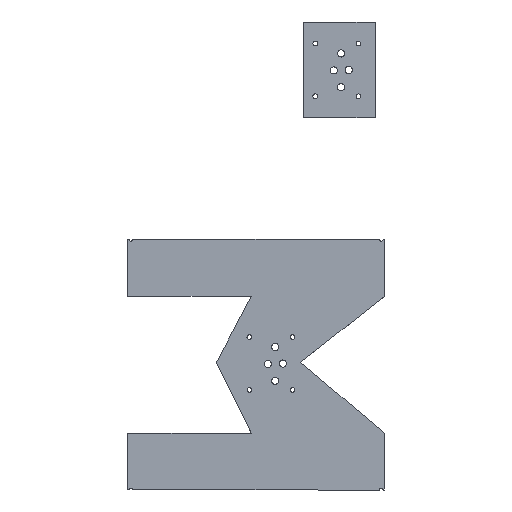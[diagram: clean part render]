
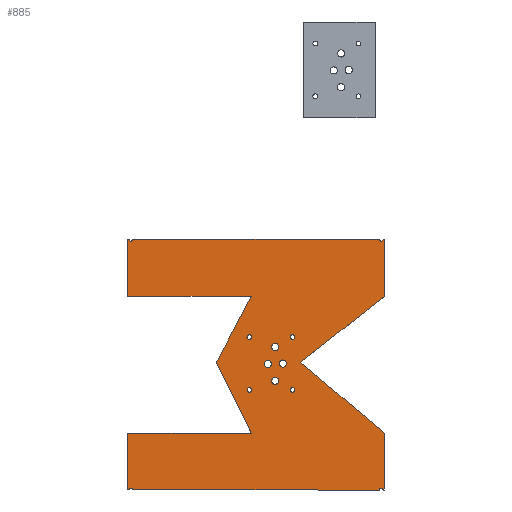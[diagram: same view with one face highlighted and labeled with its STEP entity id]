
A CAD part, top view. The second image highlights one B-rep face of the part: STEP entity #885.
In plain terms, the highlighted planar face has unit normal (0, 0, 1).
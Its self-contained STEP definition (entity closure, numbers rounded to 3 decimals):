
#25=FACE_BOUND('',#292,.T.);
#26=FACE_BOUND('',#293,.T.);
#27=FACE_BOUND('',#294,.T.);
#28=FACE_BOUND('',#295,.T.);
#29=FACE_BOUND('',#296,.T.);
#30=FACE_BOUND('',#297,.T.);
#31=FACE_BOUND('',#298,.T.);
#32=FACE_BOUND('',#299,.T.);
#64=PLANE('',#972);
#83=LINE('',#1390,#151);
#87=LINE('',#1398,#155);
#90=LINE('',#1404,#158);
#94=LINE('',#1413,#162);
#97=LINE('',#1419,#165);
#100=LINE('',#1425,#168);
#103=LINE('',#1431,#171);
#106=LINE('',#1438,#174);
#107=LINE('',#1467,#175);
#108=LINE('',#1468,#176);
#110=LINE('',#1470,#178);
#112=LINE('',#1476,#180);
#115=LINE('',#1484,#183);
#116=LINE('',#1513,#184);
#117=LINE('',#1514,#185);
#118=LINE('',#1515,#186);
#151=VECTOR('',#1090,10.);
#155=VECTOR('',#1096,10.);
#158=VECTOR('',#1101,10.);
#162=VECTOR('',#1107,10.);
#165=VECTOR('',#1112,10.);
#168=VECTOR('',#1117,10.);
#171=VECTOR('',#1122,10.);
#174=VECTOR('',#1129,10.);
#175=VECTOR('',#1136,10.);
#176=VECTOR('',#1137,10.);
#178=VECTOR('',#1139,10.);
#180=VECTOR('',#1145,10.);
#183=VECTOR('',#1154,10.);
#184=VECTOR('',#1161,10.);
#185=VECTOR('',#1162,10.);
#186=VECTOR('',#1163,10.);
#235=FACE_OUTER_BOUND('',#291,.T.);
#291=EDGE_LOOP('',(#703,#704,#705,#706,#707,#708,#709,#710,#711,#712,#713,
#714,#715,#716,#717,#718,#719,#720,#721,#722));
#292=EDGE_LOOP('',(#723));
#293=EDGE_LOOP('',(#724));
#294=EDGE_LOOP('',(#725));
#295=EDGE_LOOP('',(#726));
#296=EDGE_LOOP('',(#727));
#297=EDGE_LOOP('',(#728));
#298=EDGE_LOOP('',(#729));
#299=EDGE_LOOP('',(#730));
#343=CIRCLE('',#925,1.5);
#344=CIRCLE('',#927,3.);
#346=CIRCLE('',#930,3.);
#348=CIRCLE('',#933,3.);
#350=CIRCLE('',#936,3.);
#353=CIRCLE('',#940,2.);
#355=CIRCLE('',#943,2.);
#357=CIRCLE('',#946,2.);
#359=CIRCLE('',#949,2.);
#360=CIRCLE('',#951,1.5);
#363=CIRCLE('',#963,1.5);
#366=CIRCLE('',#971,1.5);
#395=VERTEX_POINT('',#1284);
#396=VERTEX_POINT('',#1285);
#397=VERTEX_POINT('',#1311);
#399=VERTEX_POINT('',#1317);
#401=VERTEX_POINT('',#1323);
#403=VERTEX_POINT('',#1329);
#406=VERTEX_POINT('',#1337);
#408=VERTEX_POINT('',#1343);
#410=VERTEX_POINT('',#1349);
#412=VERTEX_POINT('',#1355);
#413=VERTEX_POINT('',#1359);
#414=VERTEX_POINT('',#1360);
#415=VERTEX_POINT('',#1386);
#417=VERTEX_POINT('',#1389);
#420=VERTEX_POINT('',#1397);
#422=VERTEX_POINT('',#1403);
#425=VERTEX_POINT('',#1410);
#426=VERTEX_POINT('',#1412);
#428=VERTEX_POINT('',#1418);
#430=VERTEX_POINT('',#1424);
#432=VERTEX_POINT('',#1430);
#434=VERTEX_POINT('',#1435);
#435=VERTEX_POINT('',#1440);
#436=VERTEX_POINT('',#1441);
#438=VERTEX_POINT('',#1473);
#440=VERTEX_POINT('',#1482);
#441=VERTEX_POINT('',#1486);
#442=VERTEX_POINT('',#1487);
#476=EDGE_CURVE('',#396,#395,#343,.T.);
#477=EDGE_CURVE('',#397,#397,#344,.T.);
#480=EDGE_CURVE('',#399,#399,#346,.T.);
#483=EDGE_CURVE('',#401,#401,#348,.T.);
#486=EDGE_CURVE('',#403,#403,#350,.T.);
#491=EDGE_CURVE('',#406,#406,#353,.T.);
#494=EDGE_CURVE('',#408,#408,#355,.T.);
#497=EDGE_CURVE('',#410,#410,#357,.T.);
#500=EDGE_CURVE('',#412,#412,#359,.T.);
#502=EDGE_CURVE('',#414,#413,#360,.T.);
#504=EDGE_CURVE('',#417,#415,#83,.T.);
#508=EDGE_CURVE('',#420,#417,#87,.T.);
#511=EDGE_CURVE('',#422,#420,#90,.T.);
#515=EDGE_CURVE('',#426,#425,#94,.T.);
#518=EDGE_CURVE('',#428,#426,#97,.T.);
#521=EDGE_CURVE('',#430,#428,#100,.T.);
#524=EDGE_CURVE('',#432,#430,#103,.T.);
#528=EDGE_CURVE('',#434,#432,#106,.T.);
#530=EDGE_CURVE('',#436,#435,#363,.T.);
#531=EDGE_CURVE('',#413,#436,#107,.T.);
#532=EDGE_CURVE('',#415,#414,#108,.T.);
#534=EDGE_CURVE('',#435,#434,#110,.T.);
#537=EDGE_CURVE('',#438,#422,#112,.T.);
#541=EDGE_CURVE('',#425,#440,#115,.T.);
#543=EDGE_CURVE('',#442,#441,#366,.T.);
#544=EDGE_CURVE('',#440,#396,#116,.T.);
#545=EDGE_CURVE('',#395,#442,#117,.T.);
#546=EDGE_CURVE('',#441,#438,#118,.T.);
#703=ORIENTED_EDGE('',*,*,#531,.T.);
#704=ORIENTED_EDGE('',*,*,#530,.T.);
#705=ORIENTED_EDGE('',*,*,#534,.T.);
#706=ORIENTED_EDGE('',*,*,#528,.T.);
#707=ORIENTED_EDGE('',*,*,#524,.T.);
#708=ORIENTED_EDGE('',*,*,#521,.T.);
#709=ORIENTED_EDGE('',*,*,#518,.T.);
#710=ORIENTED_EDGE('',*,*,#515,.T.);
#711=ORIENTED_EDGE('',*,*,#541,.T.);
#712=ORIENTED_EDGE('',*,*,#544,.T.);
#713=ORIENTED_EDGE('',*,*,#476,.T.);
#714=ORIENTED_EDGE('',*,*,#545,.T.);
#715=ORIENTED_EDGE('',*,*,#543,.T.);
#716=ORIENTED_EDGE('',*,*,#546,.T.);
#717=ORIENTED_EDGE('',*,*,#537,.T.);
#718=ORIENTED_EDGE('',*,*,#511,.T.);
#719=ORIENTED_EDGE('',*,*,#508,.T.);
#720=ORIENTED_EDGE('',*,*,#504,.T.);
#721=ORIENTED_EDGE('',*,*,#532,.T.);
#722=ORIENTED_EDGE('',*,*,#502,.T.);
#723=ORIENTED_EDGE('',*,*,#500,.T.);
#724=ORIENTED_EDGE('',*,*,#497,.T.);
#725=ORIENTED_EDGE('',*,*,#494,.T.);
#726=ORIENTED_EDGE('',*,*,#491,.T.);
#727=ORIENTED_EDGE('',*,*,#486,.T.);
#728=ORIENTED_EDGE('',*,*,#483,.T.);
#729=ORIENTED_EDGE('',*,*,#480,.T.);
#730=ORIENTED_EDGE('',*,*,#477,.T.);
#885=ADVANCED_FACE('',(#235,#25,#26,#27,#28,#29,#30,#31,#32),#64,.T.);
#925=AXIS2_PLACEMENT_3D('',#1309,#1024,#1025);
#927=AXIS2_PLACEMENT_3D('',#1312,#1028,#1029);
#930=AXIS2_PLACEMENT_3D('',#1318,#1035,#1036);
#933=AXIS2_PLACEMENT_3D('',#1324,#1042,#1043);
#936=AXIS2_PLACEMENT_3D('',#1330,#1049,#1050);
#940=AXIS2_PLACEMENT_3D('',#1339,#1059,#1060);
#943=AXIS2_PLACEMENT_3D('',#1345,#1066,#1067);
#946=AXIS2_PLACEMENT_3D('',#1351,#1073,#1074);
#949=AXIS2_PLACEMENT_3D('',#1357,#1080,#1081);
#951=AXIS2_PLACEMENT_3D('',#1384,#1084,#1085);
#963=AXIS2_PLACEMENT_3D('',#1465,#1132,#1133);
#971=AXIS2_PLACEMENT_3D('',#1511,#1157,#1158);
#972=AXIS2_PLACEMENT_3D('',#1512,#1159,#1160);
#1024=DIRECTION('center_axis',(0.,0.,-1.));
#1025=DIRECTION('ref_axis',(1.,0.,0.));
#1028=DIRECTION('center_axis',(0.,0.,-1.));
#1029=DIRECTION('ref_axis',(1.,0.,0.));
#1035=DIRECTION('center_axis',(0.,0.,-1.));
#1036=DIRECTION('ref_axis',(1.,0.,0.));
#1042=DIRECTION('center_axis',(0.,0.,-1.));
#1043=DIRECTION('ref_axis',(1.,0.,0.));
#1049=DIRECTION('center_axis',(0.,0.,-1.));
#1050=DIRECTION('ref_axis',(1.,0.,0.));
#1059=DIRECTION('center_axis',(0.,0.,-1.));
#1060=DIRECTION('ref_axis',(-1.,0.,0.));
#1066=DIRECTION('center_axis',(0.,0.,-1.));
#1067=DIRECTION('ref_axis',(-1.,0.,0.));
#1073=DIRECTION('center_axis',(0.,0.,-1.));
#1074=DIRECTION('ref_axis',(-1.,0.,0.));
#1080=DIRECTION('center_axis',(0.,0.,-1.));
#1081=DIRECTION('ref_axis',(-1.,0.,0.));
#1084=DIRECTION('center_axis',(0.,0.,-1.));
#1085=DIRECTION('ref_axis',(1.,0.,0.));
#1090=DIRECTION('',(0.,1.,0.));
#1096=DIRECTION('',(0.785,0.62,0.));
#1101=DIRECTION('',(-0.763,0.647,0.));
#1107=DIRECTION('',(-1.,0.,0.));
#1112=DIRECTION('',(0.443,-0.896,0.));
#1117=DIRECTION('',(-0.466,-0.885,0.));
#1122=DIRECTION('',(1.,0.,0.));
#1129=DIRECTION('',(0.,-1.,0.));
#1132=DIRECTION('center_axis',(0.,0.,-1.));
#1133=DIRECTION('ref_axis',(1.,0.,0.));
#1136=DIRECTION('',(-1.,0.,0.));
#1137=DIRECTION('',(-1.,0.,0.));
#1139=DIRECTION('',(-1.,0.,0.));
#1145=DIRECTION('',(0.,1.,0.));
#1154=DIRECTION('',(0.,-1.,0.));
#1157=DIRECTION('center_axis',(0.,0.,-1.));
#1158=DIRECTION('ref_axis',(1.,0.,0.));
#1159=DIRECTION('center_axis',(0.,0.,1.));
#1160=DIRECTION('ref_axis',(0.,-1.,0.));
#1161=DIRECTION('',(1.,0.,0.));
#1162=DIRECTION('',(1.,0.,0.));
#1163=DIRECTION('',(1.,0.,0.));
#1284=CARTESIAN_POINT('',(32.499,34.451,82.));
#1285=CARTESIAN_POINT('',(29.501,34.451,82.));
#1309=CARTESIAN_POINT('Origin',(31.,34.5,82.));
#1311=CARTESIAN_POINT('',(142.379,139.609,82.));
#1312=CARTESIAN_POINT('Origin',(145.379,139.609,82.));
#1317=CARTESIAN_POINT('',(154.869,139.963,82.));
#1318=CARTESIAN_POINT('Origin',(157.869,139.963,82.));
#1323=CARTESIAN_POINT('',(148.49,125.584,82.));
#1324=CARTESIAN_POINT('Origin',(151.49,125.584,82.));
#1329=CARTESIAN_POINT('',(148.529,153.76,82.));
#1330=CARTESIAN_POINT('Origin',(151.529,153.76,82.));
#1337=CARTESIAN_POINT('',(131.96,162.069,82.));
#1339=CARTESIAN_POINT('Origin',(129.96,162.069,82.));
#1343=CARTESIAN_POINT('',(168.,162.,82.));
#1345=CARTESIAN_POINT('Origin',(166.,162.,82.));
#1349=CARTESIAN_POINT('',(168.,118.,82.));
#1351=CARTESIAN_POINT('Origin',(166.,118.,82.));
#1355=CARTESIAN_POINT('',(132.,118.,82.));
#1357=CARTESIAN_POINT('Origin',(130.,118.,82.));
#1359=CARTESIAN_POINT('',(238.501,243.549,82.));
#1360=CARTESIAN_POINT('',(241.499,243.549,82.));
#1384=CARTESIAN_POINT('Origin',(240.,243.5,82.));
#1386=CARTESIAN_POINT('',(242.5,243.549,82.));
#1389=CARTESIAN_POINT('',(242.5,196.,82.));
#1390=CARTESIAN_POINT('',(242.5,196.,82.));
#1397=CARTESIAN_POINT('',(172.878,141.,82.));
#1398=CARTESIAN_POINT('',(172.878,141.,82.));
#1403=CARTESIAN_POINT('',(242.5,82.,82.));
#1404=CARTESIAN_POINT('',(172.878,141.,82.));
#1410=CARTESIAN_POINT('',(28.5,82.,82.));
#1412=CARTESIAN_POINT('',(131.666,82.,82.));
#1413=CARTESIAN_POINT('',(131.666,82.,82.));
#1418=CARTESIAN_POINT('',(102.5,141.,82.));
#1419=CARTESIAN_POINT('',(102.5,141.,82.));
#1424=CARTESIAN_POINT('',(131.5,196.,82.));
#1425=CARTESIAN_POINT('',(131.5,196.,82.));
#1430=CARTESIAN_POINT('',(28.5,196.,82.));
#1431=CARTESIAN_POINT('',(28.5,196.,82.));
#1435=CARTESIAN_POINT('',(28.5,243.549,82.));
#1438=CARTESIAN_POINT('',(28.5,246.,82.));
#1440=CARTESIAN_POINT('',(29.501,243.549,82.));
#1441=CARTESIAN_POINT('',(32.499,243.549,82.));
#1465=CARTESIAN_POINT('Origin',(31.,243.5,82.));
#1467=CARTESIAN_POINT('',(242.5,243.549,82.));
#1468=CARTESIAN_POINT('',(242.5,243.549,82.));
#1470=CARTESIAN_POINT('',(242.5,243.549,82.));
#1473=CARTESIAN_POINT('',(242.5,34.451,82.));
#1476=CARTESIAN_POINT('',(242.5,82.,82.));
#1482=CARTESIAN_POINT('',(28.5,34.451,82.));
#1484=CARTESIAN_POINT('',(28.5,32.,82.));
#1486=CARTESIAN_POINT('',(241.499,34.451,82.));
#1487=CARTESIAN_POINT('',(238.501,34.451,82.));
#1511=CARTESIAN_POINT('Origin',(240.,34.5,82.));
#1512=CARTESIAN_POINT('Origin',(135.5,139.,82.));
#1513=CARTESIAN_POINT('',(242.5,34.451,82.));
#1514=CARTESIAN_POINT('',(242.5,34.451,82.));
#1515=CARTESIAN_POINT('',(242.5,34.451,82.));
